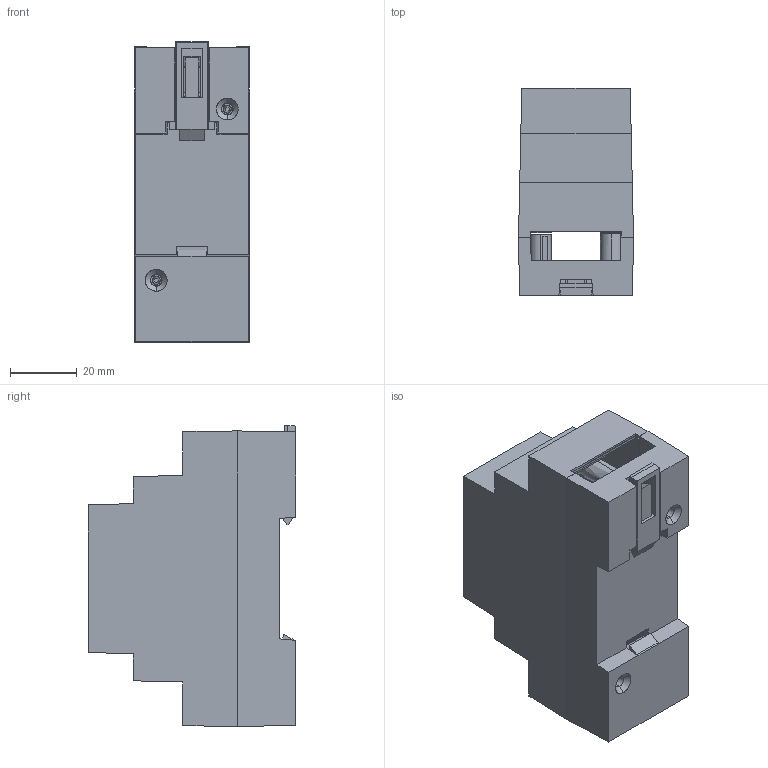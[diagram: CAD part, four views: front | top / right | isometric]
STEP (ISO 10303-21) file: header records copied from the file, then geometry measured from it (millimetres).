
FILE_DESCRIPTION(('STEP Model'),'2;1');
FILE_NAME('Z-103.stp','2014-09-29T20:39:58',(''),(''), 'CAD Exchanger 2.5.2 (www.cadexchanger.com)','CAD Exchanger 2.5.2', 'Unknown');
FILE_SCHEMA(('AUTOMOTIVE_DESIGN { 1 0 10303 214 1 1 1 1 }'));
Length unit declared in the file: millimetre
Products named in the file (4): Unspecified 1; Unspecified 2; Unspecified 3; Unspecified 4
Bounding box: 34.5 x 62.3 x 90.32 mm (x, y, z)
Surface area: 42162.5 mm2 (no closed solid volume)
Topology: 0 solids, 309 shells, 309 faces, 2646 edges, 2646 vertices
Faces by surface type: bspline 261, revolution 48
Entity records: 41836 total; most frequent: CARTESIAN_POINT 15303, B_SPLINE_CURVE_WITH_KNOTS 3730, ORIENTED_EDGE 2646, EDGE_CURVE 2646, VERTEX_POINT 2646, SURFACE_CURVE 2646, PCURVE 2646, DEFINITIONAL_REPRESENTATION 2646
